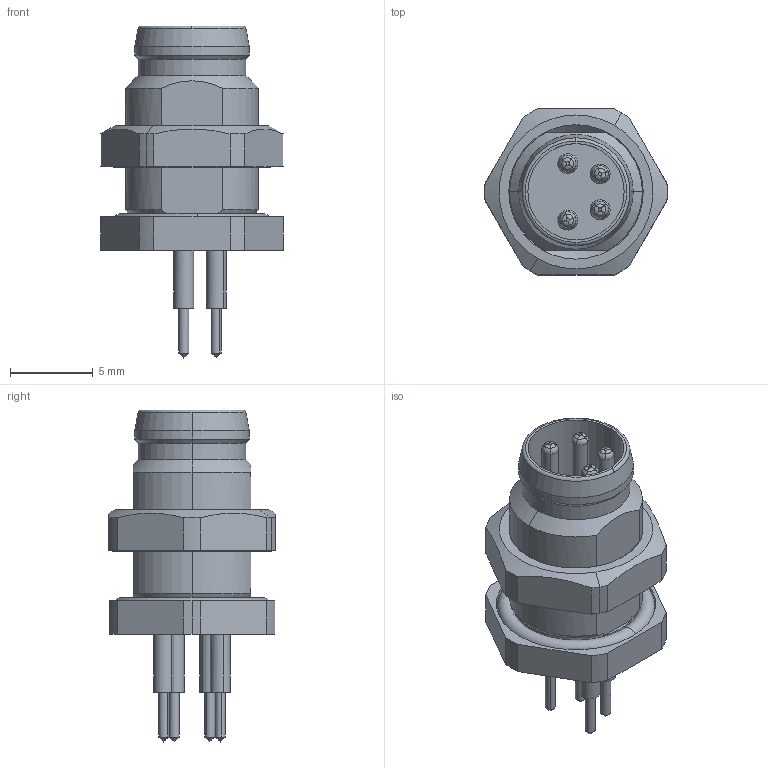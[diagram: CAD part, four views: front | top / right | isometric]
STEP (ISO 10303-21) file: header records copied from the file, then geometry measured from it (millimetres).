
FILE_DESCRIPTION(('CATIA V5 STEP Exchange','CAx-IF Rec.Pracs.--- Model Styling and Organization---1.4--- 2014-01-23'),'2;1');
FILE_NAME ('030225-2_0_2421580000_2421580000.stp','2021-01-04T12:00:24+00:00',('none'),('Weidmueller'),'CATIA Version 5-6 Release 2016 SP3 HF44','CATIA V5 STEP AP214','none');
FILE_SCHEMA(('AUTOMOTIVE_DESIGN { 1 0 10303 214 1 1 1 1 }'));
Length unit declared in the file: millimetre
Products named in the file (1): 2421580000
Bounding box: 11 x 10 x 20 mm (x, y, z)
Volume: 1285.5 mm3; surface area: 1667.3 mm2
Topology: 11 solids, 11 shells, 329 faces, 786 edges, 486 vertices
Faces by surface type: cylinder 116, cone 84, plane 73, bspline 32, torus 24
Entity records: 7646 total; most frequent: CARTESIAN_POINT 2214, ORIENTED_EDGE 1556, DIRECTION 720, EDGE_CURVE 537, AXIS2_PLACEMENT_3D 381, EDGE_LOOP 346, ADVANCED_FACE 329, FACE_OUTER_BOUND 329
